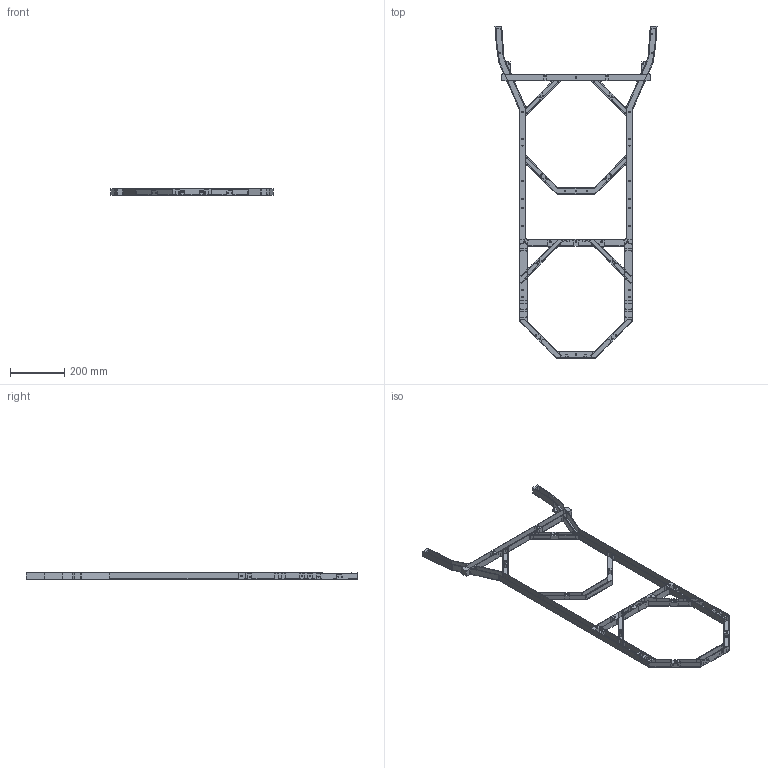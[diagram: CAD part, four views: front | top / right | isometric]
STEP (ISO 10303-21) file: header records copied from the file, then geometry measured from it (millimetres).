
FILE_DESCRIPTION((''),'2;1');
FILE_NAME('D060434','2009-09-02T',('jod22'),(''),'PRO/ENGINEER BY PARAMETRIC TECHNOLOGY CORPORATION, 2005380','PRO/ENGINEER BY PARAMETRIC TECHNOLOGY CORPORATION, 2005380','');
FILE_SCHEMA(('CONFIG_CONTROL_DESIGN'));
Length unit declared in the file: millimetre
Products named in the file (1): D060434
Bounding box: 598.46 x 1225.79 x 25 mm (x, y, z)
Volume: 846743.6 mm3; surface area: 667645 mm2
Topology: 1 solids, 42 shells, 840 faces, 2497 edges, 1672 vertices
Faces by surface type: cylinder 447, plane 389, cone 4
Entity records: 28727 total; most frequent: DIRECTION 5101, CARTESIAN_POINT 5006, ORIENTED_EDGE 4822, EDGE_CURVE 2493, AXIS2_PLACEMENT_3D 1767, VERTEX_POINT 1672, VECTOR 1567, LINE 1567
